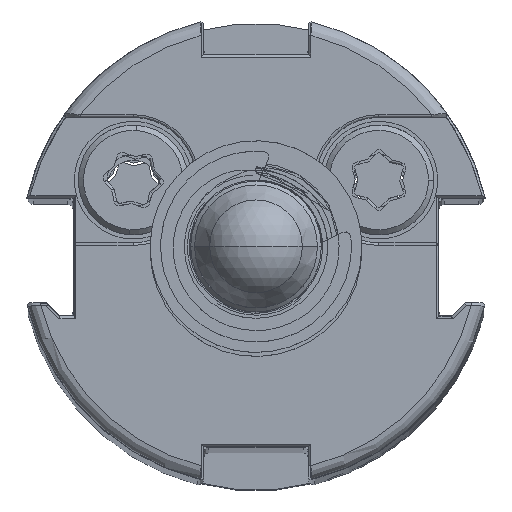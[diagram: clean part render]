
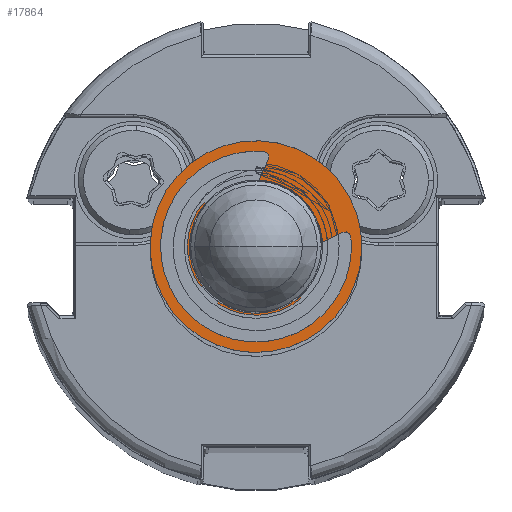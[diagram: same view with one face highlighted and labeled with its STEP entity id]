
A CAD part, top view. The second image highlights one B-rep face of the part: STEP entity #17864.
In plain terms, the highlighted planar face has unit normal (0, 0, 1).
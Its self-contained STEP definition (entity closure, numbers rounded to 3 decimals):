
#158 = DIRECTION ( 'NONE',  ( 0.203, 0.979, 0. ) ) ;
#183 = ORIENTED_EDGE ( 'NONE', *, *, #3801, .F. ) ;
#3486 = VERTEX_POINT ( 'NONE', #17651 ) ;
#3801 = EDGE_CURVE ( 'NONE', #20144, #16548, #7653, .T. ) ;
#4219 = ORIENTED_EDGE ( 'NONE', *, *, #28431, .T. ) ;
#4298 = DIRECTION ( 'NONE',  ( 0., 0., 1. ) ) ;
#6524 = EDGE_CURVE ( 'NONE', #16548, #20144, #7830, .T. ) ;
#6934 = CARTESIAN_POINT ( 'NONE',  ( 0., 0., 223.5 ) ) ;
#7398 = CARTESIAN_POINT ( 'NONE',  ( 0.823, 3.966, 223.5 ) ) ;
#7653 = CIRCLE ( 'NONE', #36892, 2.55 ) ;
#7830 = CIRCLE ( 'NONE', #31017, 2.55 ) ;
#8523 = EDGE_LOOP ( 'NONE', ( #27585, #183 ) ) ;
#9295 = CIRCLE ( 'NONE', #15833, 4.05 ) ;
#9405 = FACE_BOUND ( 'NONE', #8523, .T. ) ;
#9567 = ORIENTED_EDGE ( 'NONE', *, *, #19056, .T. ) ;
#9789 = DIRECTION ( 'NONE',  ( 0.203, 0.979, 0. ) ) ;
#13527 = CARTESIAN_POINT ( 'NONE',  ( 0., 0., 223.5 ) ) ;
#14021 = VERTEX_POINT ( 'NONE', #7398 ) ;
#15667 = CARTESIAN_POINT ( 'NONE',  ( 0., 0., 223.5 ) ) ;
#15833 = AXIS2_PLACEMENT_3D ( 'NONE', #13527, #33446, #16363 ) ;
#16363 = DIRECTION ( 'NONE',  ( 0.203, 0.979, 0. ) ) ;
#16548 = VERTEX_POINT ( 'NONE', #22369 ) ;
#16965 = FACE_OUTER_BOUND ( 'NONE', #33935, .T. ) ;
#17187 = DIRECTION ( 'NONE',  ( 0., 0., 1. ) ) ;
#17651 = CARTESIAN_POINT ( 'NONE',  ( -0.823, -3.966, 223.5 ) ) ;
#17864 = ADVANCED_FACE ( 'NONE', ( #16965, #9405 ), #18409, .T. ) ;
#18409 = PLANE ( 'NONE',  #32109 ) ;
#18527 = DIRECTION ( 'NONE',  ( 0.203, 0.979, 0. ) ) ;
#19056 = EDGE_CURVE ( 'NONE', #3486, #14021, #9295, .T. ) ;
#19509 = CARTESIAN_POINT ( 'NONE',  ( 0.518, 2.497, 223.5 ) ) ;
#20144 = VERTEX_POINT ( 'NONE', #19509 ) ;
#21390 = CARTESIAN_POINT ( 'NONE',  ( 0., 0., 223.5 ) ) ;
#22369 = CARTESIAN_POINT ( 'NONE',  ( -0.518, -2.497, 223.5 ) ) ;
#24208 = CIRCLE ( 'NONE', #25448, 4.05 ) ;
#24260 = DIRECTION ( 'NONE',  ( 0.203, 0.979, 0. ) ) ;
#25448 = AXIS2_PLACEMENT_3D ( 'NONE', #34254, #17187, #158 ) ;
#26836 = DIRECTION ( 'NONE',  ( 0., 0., 1. ) ) ;
#27585 = ORIENTED_EDGE ( 'NONE', *, *, #6524, .F. ) ;
#28431 = EDGE_CURVE ( 'NONE', #14021, #3486, #24208, .T. ) ;
#31017 = AXIS2_PLACEMENT_3D ( 'NONE', #6934, #26836, #9789 ) ;
#32109 = AXIS2_PLACEMENT_3D ( 'NONE', #15667, #35644, #18527 ) ;
#33446 = DIRECTION ( 'NONE',  ( 0., 0., 1. ) ) ;
#33935 = EDGE_LOOP ( 'NONE', ( #9567, #4219 ) ) ;
#34254 = CARTESIAN_POINT ( 'NONE',  ( 0., 0., 223.5 ) ) ;
#35644 = DIRECTION ( 'NONE',  ( 0., 0., 1. ) ) ;
#36892 = AXIS2_PLACEMENT_3D ( 'NONE', #21390, #4298, #24260 ) ;
